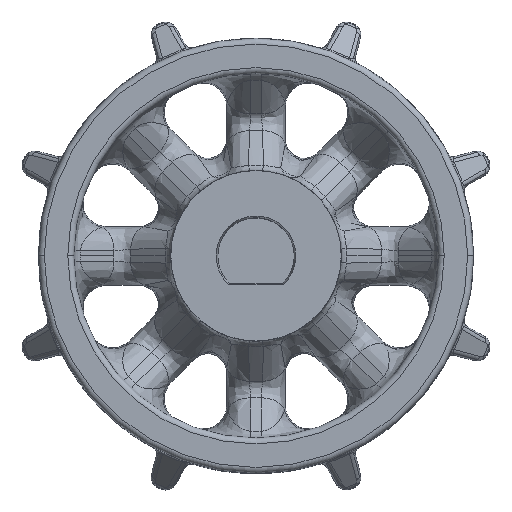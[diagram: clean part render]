
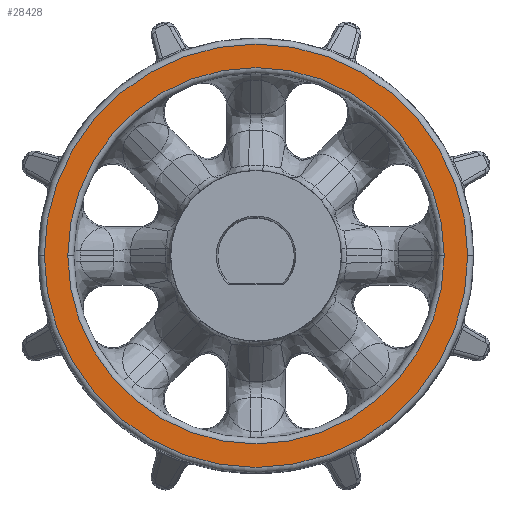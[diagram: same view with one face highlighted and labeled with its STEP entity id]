
A CAD part, top view. The second image highlights one B-rep face of the part: STEP entity #28428.
In plain terms, the highlighted planar face has unit normal (0, 0, 1).
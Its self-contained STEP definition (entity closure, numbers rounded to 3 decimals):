
#1309 = PLANE ( 'NONE',  #35706 ) ;
#1510 = DIRECTION ( 'NONE',  ( 0., 0., -1. ) ) ;
#2045 = DIRECTION ( 'NONE',  ( -1., 0., 0. ) ) ;
#2082 = VERTEX_POINT ( 'NONE', #13541 ) ;
#4689 = FACE_OUTER_BOUND ( 'NONE', #6953, .T. ) ;
#5546 = EDGE_CURVE ( 'NONE', #26593, #7319, #16195, .T. ) ;
#5878 = CARTESIAN_POINT ( 'NONE',  ( -16., 0., 11. ) ) ;
#6540 = CARTESIAN_POINT ( 'NONE',  ( 16., 0., 11. ) ) ;
#6953 = EDGE_LOOP ( 'NONE', ( #16309, #36183 ) ) ;
#7319 = VERTEX_POINT ( 'NONE', #6540 ) ;
#7341 = DIRECTION ( 'NONE',  ( 0., 0., -1. ) ) ;
#7746 = CIRCLE ( 'NONE', #14561, 18. ) ;
#8483 = CIRCLE ( 'NONE', #41749, 16. ) ;
#8770 = CARTESIAN_POINT ( 'NONE',  ( 0., 0., 11. ) ) ;
#12131 = AXIS2_PLACEMENT_3D ( 'NONE', #8770, #30867, #14755 ) ;
#12500 = DIRECTION ( 'NONE',  ( -0.161, -0.987, 0. ) ) ;
#13541 = CARTESIAN_POINT ( 'NONE',  ( 18., 0., 11. ) ) ;
#14473 = DIRECTION ( 'NONE',  ( 0., -1., 0. ) ) ;
#14561 = AXIS2_PLACEMENT_3D ( 'NONE', #17109, #7341, #39424 ) ;
#14755 = DIRECTION ( 'NONE',  ( -0.161, -0.987, 0. ) ) ;
#15482 = CARTESIAN_POINT ( 'NONE',  ( 0., 0., 11. ) ) ;
#15686 = DIRECTION ( 'NONE',  ( 0., 0., 1. ) ) ;
#15725 = ORIENTED_EDGE ( 'NONE', *, *, #17262, .F. ) ;
#16195 = CIRCLE ( 'NONE', #12131, 16. ) ;
#16309 = ORIENTED_EDGE ( 'NONE', *, *, #35192, .F. ) ;
#17109 = CARTESIAN_POINT ( 'NONE',  ( 0., 0., 11. ) ) ;
#17262 = EDGE_CURVE ( 'NONE', #7319, #26593, #8483, .T. ) ;
#17430 = ORIENTED_EDGE ( 'NONE', *, *, #5546, .F. ) ;
#17659 = CARTESIAN_POINT ( 'NONE',  ( 0., 0., 11. ) ) ;
#18137 = EDGE_LOOP ( 'NONE', ( #17430, #15725 ) ) ;
#23495 = CARTESIAN_POINT ( 'NONE',  ( -18., 0., 11. ) ) ;
#24980 = CARTESIAN_POINT ( 'NONE',  ( 0., 0., 11. ) ) ;
#25181 = DIRECTION ( 'NONE',  ( 0., 0., -1. ) ) ;
#25297 = AXIS2_PLACEMENT_3D ( 'NONE', #24980, #25181, #2045 ) ;
#25806 = VERTEX_POINT ( 'NONE', #23495 ) ;
#25835 = EDGE_CURVE ( 'NONE', #2082, #25806, #7746, .T. ) ;
#26593 = VERTEX_POINT ( 'NONE', #5878 ) ;
#26990 = FACE_BOUND ( 'NONE', #18137, .T. ) ;
#28428 = ADVANCED_FACE ( 'NONE', ( #26990, #4689 ), #1309, .F. ) ;
#30867 = DIRECTION ( 'NONE',  ( 0., 0., 1. ) ) ;
#35192 = EDGE_CURVE ( 'NONE', #25806, #2082, #39576, .T. ) ;
#35706 = AXIS2_PLACEMENT_3D ( 'NONE', #17659, #1510, #14473 ) ;
#36183 = ORIENTED_EDGE ( 'NONE', *, *, #25835, .F. ) ;
#39424 = DIRECTION ( 'NONE',  ( -1., 0., 0. ) ) ;
#39576 = CIRCLE ( 'NONE', #25297, 18. ) ;
#41749 = AXIS2_PLACEMENT_3D ( 'NONE', #15482, #15686, #12500 ) ;
